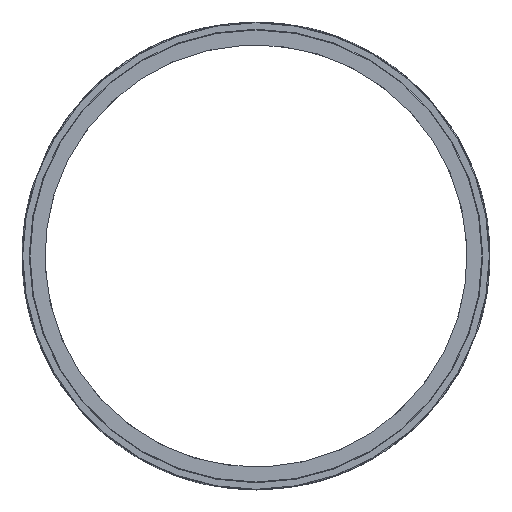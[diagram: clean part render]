
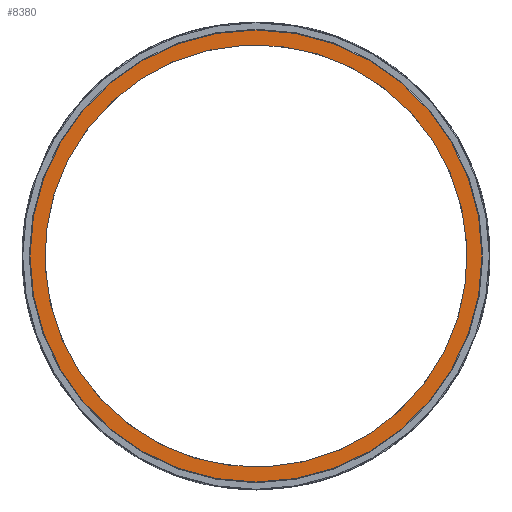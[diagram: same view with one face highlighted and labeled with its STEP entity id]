
A CAD part, front view. The second image highlights one B-rep face of the part: STEP entity #8380.
In plain terms, the highlighted planar face has unit normal (0, -1, 0).
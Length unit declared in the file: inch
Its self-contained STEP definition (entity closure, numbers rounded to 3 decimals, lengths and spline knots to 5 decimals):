
#281 = CARTESIAN_POINT ( 'NONE',  ( 0., -2.61171, -3.21156 ) ) ;
#793 = FACE_BOUND ( 'NONE', #14375, .T. ) ;
#1266 = AXIS2_PLACEMENT_3D ( 'NONE', #17266, #8046, #4727 ) ;
#1518 = FACE_OUTER_BOUND ( 'NONE', #13141, .T. ) ;
#2542 = CIRCLE ( 'NONE', #1266, 3. ) ;
#2919 = ORIENTED_EDGE ( 'NONE', *, *, #16968, .T. ) ;
#3855 = DIRECTION ( 'NONE',  ( 0., 0., 1. ) ) ;
#4127 = VERTEX_POINT ( 'NONE', #281 ) ;
#4727 = DIRECTION ( 'NONE',  ( 0., 0., 1. ) ) ;
#5185 = DIRECTION ( 'NONE',  ( 0., 1., 0. ) ) ;
#5559 = AXIS2_PLACEMENT_3D ( 'NONE', #13667, #16607, #16742 ) ;
#6253 = VERTEX_POINT ( 'NONE', #20086 ) ;
#6785 = ORIENTED_EDGE ( 'NONE', *, *, #16318, .T. ) ;
#7074 = ORIENTED_EDGE ( 'NONE', *, *, #12635, .T. ) ;
#7538 = ORIENTED_EDGE ( 'NONE', *, *, #15416, .T. ) ;
#8046 = DIRECTION ( 'NONE',  ( 0., 1., 0. ) ) ;
#8380 = ADVANCED_FACE ( 'NONE', ( #1518, #793 ), #9772, .F. ) ;
#8426 = CARTESIAN_POINT ( 'NONE',  ( 0., -2.61171, 0. ) ) ;
#8982 = DIRECTION ( 'NONE',  ( 0., -1., 0. ) ) ;
#9123 = DIRECTION ( 'NONE',  ( 0., 0., 1. ) ) ;
#9697 = DIRECTION ( 'NONE',  ( 0., 0., 1. ) ) ;
#9772 = PLANE ( 'NONE',  #15481 ) ;
#10012 = DIRECTION ( 'NONE',  ( 0., -1., 0. ) ) ;
#10231 = VERTEX_POINT ( 'NONE', #18313 ) ;
#10925 = AXIS2_PLACEMENT_3D ( 'NONE', #8426, #10012, #3855 ) ;
#11287 = VERTEX_POINT ( 'NONE', #13513 ) ;
#12635 = EDGE_CURVE ( 'NONE', #10231, #4127, #13906, .T. ) ;
#13141 = EDGE_LOOP ( 'NONE', ( #7074, #6785 ) ) ;
#13275 = CIRCLE ( 'NONE', #17348, 3.21156 ) ;
#13513 = CARTESIAN_POINT ( 'NONE',  ( -1.64083, -2.61171, 2.51151 ) ) ;
#13614 = CARTESIAN_POINT ( 'NONE',  ( 0., -2.61171, 0. ) ) ;
#13667 = CARTESIAN_POINT ( 'NONE',  ( 0., -2.61171, 0. ) ) ;
#13906 = CIRCLE ( 'NONE', #10925, 3.21156 ) ;
#14375 = EDGE_LOOP ( 'NONE', ( #7538, #2919 ) ) ;
#15416 = EDGE_CURVE ( 'NONE', #11287, #6253, #19150, .T. ) ;
#15481 = AXIS2_PLACEMENT_3D ( 'NONE', #15909, #5185, #9697 ) ;
#15909 = CARTESIAN_POINT ( 'NONE',  ( 0., -2.61171, 0. ) ) ;
#16318 = EDGE_CURVE ( 'NONE', #4127, #10231, #13275, .T. ) ;
#16607 = DIRECTION ( 'NONE',  ( 0., 1., 0. ) ) ;
#16742 = DIRECTION ( 'NONE',  ( 0., 0., 1. ) ) ;
#16968 = EDGE_CURVE ( 'NONE', #6253, #11287, #2542, .T. ) ;
#17266 = CARTESIAN_POINT ( 'NONE',  ( 0., -2.61171, 0. ) ) ;
#17348 = AXIS2_PLACEMENT_3D ( 'NONE', #13614, #8982, #9123 ) ;
#18313 = CARTESIAN_POINT ( 'NONE',  ( 0., -2.61171, 3.21156 ) ) ;
#19150 = CIRCLE ( 'NONE', #5559, 3. ) ;
#20086 = CARTESIAN_POINT ( 'NONE',  ( 1.64083, -2.61171, -2.51151 ) ) ;
